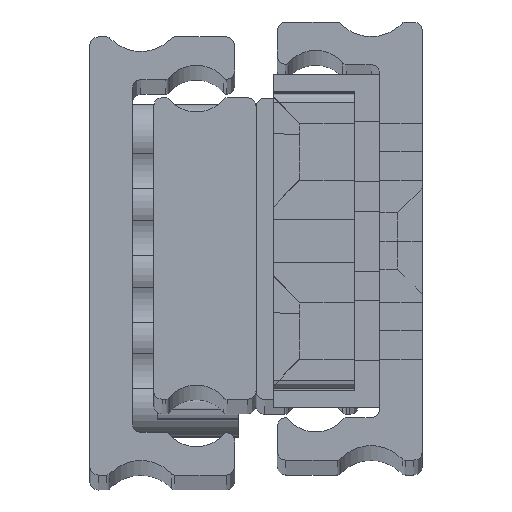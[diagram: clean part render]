
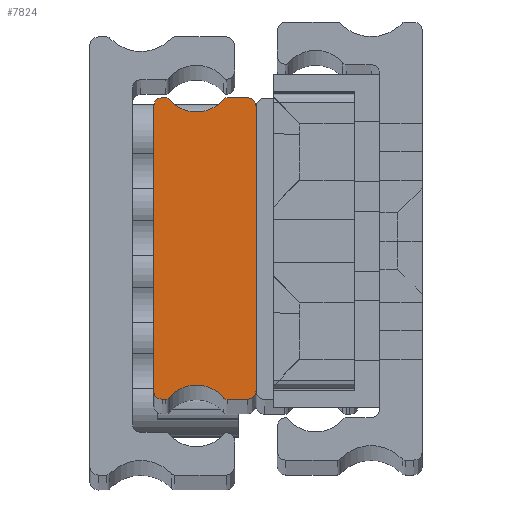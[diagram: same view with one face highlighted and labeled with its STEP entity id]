
A CAD part, top view. The second image highlights one B-rep face of the part: STEP entity #7824.
In plain terms, the highlighted planar face has unit normal (0, 0, 1).
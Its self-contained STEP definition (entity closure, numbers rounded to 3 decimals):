
#3 = DIRECTION ( 'NONE',  ( 1., 0., 0. ) ) ;
#28 = CARTESIAN_POINT ( 'NONE',  ( -1., 17.688, 0. ) ) ;
#39 = VECTOR ( 'NONE', #376, 1000. ) ;
#49 = VERTEX_POINT ( 'NONE', #3596 ) ;
#135 = VERTEX_POINT ( 'NONE', #3000 ) ;
#275 = VERTEX_POINT ( 'NONE', #2004 ) ;
#376 = DIRECTION ( 'NONE',  ( 0., -1., 0. ) ) ;
#425 = CIRCLE ( 'NONE', #2440, 0.5 ) ;
#623 = DIRECTION ( 'NONE',  ( 1., 0., 0. ) ) ;
#631 = ORIENTED_EDGE ( 'NONE', *, *, #3417, .T. ) ;
#640 = ORIENTED_EDGE ( 'NONE', *, *, #2794, .T. ) ;
#673 = DIRECTION ( 'NONE',  ( 1., 0., 0. ) ) ;
#674 = LINE ( 'NONE', #8091, #3074 ) ;
#717 = CARTESIAN_POINT ( 'NONE',  ( -3.397, 17.187, 0. ) ) ;
#723 = ORIENTED_EDGE ( 'NONE', *, *, #743, .T. ) ;
#730 = CARTESIAN_POINT ( 'NONE',  ( 0., 16.687, 0. ) ) ;
#743 = EDGE_CURVE ( 'NONE', #5077, #8860, #858, .T. ) ;
#763 = DIRECTION ( 'NONE',  ( 1., 0., 0. ) ) ;
#815 = EDGE_CURVE ( 'NONE', #5462, #135, #2830, .T. ) ;
#858 = LINE ( 'NONE', #1578, #7716 ) ;
#949 = CARTESIAN_POINT ( 'NONE',  ( -1., -16.687, 0. ) ) ;
#1366 = CARTESIAN_POINT ( 'NONE',  ( 0., -16.687, 0. ) ) ;
#1439 = DIRECTION ( 'NONE',  ( 0., 0., 1. ) ) ;
#1484 = PLANE ( 'NONE',  #5687 ) ;
#1525 = CIRCLE ( 'NONE', #4855, 4.22 ) ;
#1544 = CARTESIAN_POINT ( 'NONE',  ( -3.397, 17.687, 0. ) ) ;
#1573 = CARTESIAN_POINT ( 'NONE',  ( -11., -17.687, 0. ) ) ;
#1578 = CARTESIAN_POINT ( 'NONE',  ( -1., 17.687, 0. ) ) ;
#1685 = ORIENTED_EDGE ( 'NONE', *, *, #4308, .T. ) ;
#1756 = CIRCLE ( 'NONE', #2195, 0.5 ) ;
#1884 = DIRECTION ( 'NONE',  ( 0., 0., 1. ) ) ;
#1931 = DIRECTION ( 'NONE',  ( 1., 0., 0. ) ) ;
#2004 = CARTESIAN_POINT ( 'NONE',  ( -12., -16.688, 0. ) ) ;
#2007 = ORIENTED_EDGE ( 'NONE', *, *, #2422, .T. ) ;
#2060 = CARTESIAN_POINT ( 'NONE',  ( -3.808, -17.473, 0. ) ) ;
#2070 = DIRECTION ( 'NONE',  ( 0., 0., 1. ) ) ;
#2159 = CARTESIAN_POINT ( 'NONE',  ( -7., 20.232, 0. ) ) ;
#2195 = AXIS2_PLACEMENT_3D ( 'NONE', #717, #2070, #673 ) ;
#2213 = DIRECTION ( 'NONE',  ( 1., 0., 0. ) ) ;
#2259 = ORIENTED_EDGE ( 'NONE', *, *, #3662, .T. ) ;
#2297 = DIRECTION ( 'NONE',  ( 1., 0., 0. ) ) ;
#2303 = EDGE_CURVE ( 'NONE', #135, #275, #4622, .T. ) ;
#2379 = CARTESIAN_POINT ( 'NONE',  ( -3.397, -17.187, 0. ) ) ;
#2389 = DIRECTION ( 'NONE',  ( 0., 0., 1. ) ) ;
#2422 = EDGE_CURVE ( 'NONE', #3073, #8129, #7800, .T. ) ;
#2440 = AXIS2_PLACEMENT_3D ( 'NONE', #2379, #3656, #2213 ) ;
#2468 = DIRECTION ( 'NONE',  ( 0., 0., 1. ) ) ;
#2548 = DIRECTION ( 'NONE',  ( -1., 0., 0. ) ) ;
#2598 = DIRECTION ( 'NONE',  ( 0., 0., 1. ) ) ;
#2694 = VERTEX_POINT ( 'NONE', #730 ) ;
#2750 = CARTESIAN_POINT ( 'NONE',  ( -7., -20.232, 0. ) ) ;
#2783 = ORIENTED_EDGE ( 'NONE', *, *, #8766, .T. ) ;
#2794 = EDGE_CURVE ( 'NONE', #8087, #5041, #8215, .T. ) ;
#2830 = CIRCLE ( 'NONE', #8406, 1. ) ;
#3000 = CARTESIAN_POINT ( 'NONE',  ( -12., 16.687, 0. ) ) ;
#3017 = DIRECTION ( 'NONE',  ( 1., 0., 0. ) ) ;
#3073 = VERTEX_POINT ( 'NONE', #6936 ) ;
#3074 = VECTOR ( 'NONE', #623, 1000. ) ;
#3217 = EDGE_CURVE ( 'NONE', #8029, #3073, #425, .T. ) ;
#3380 = DIRECTION ( 'NONE',  ( 1., 0., 0. ) ) ;
#3417 = EDGE_CURVE ( 'NONE', #5041, #5462, #7998, .T. ) ;
#3458 = CARTESIAN_POINT ( 'NONE',  ( -10.603, 17.687, 0. ) ) ;
#3521 = CIRCLE ( 'NONE', #6524, 0.5 ) ;
#3569 = DIRECTION ( 'NONE',  ( -1., 0., 0. ) ) ;
#3596 = CARTESIAN_POINT ( 'NONE',  ( 0., -16.687, 0. ) ) ;
#3617 = VECTOR ( 'NONE', #4485, 1000. ) ;
#3654 = VERTEX_POINT ( 'NONE', #1573 ) ;
#3656 = DIRECTION ( 'NONE',  ( 0., 0., 1. ) ) ;
#3662 = EDGE_CURVE ( 'NONE', #2694, #5077, #6342, .T. ) ;
#3703 = CARTESIAN_POINT ( 'NONE',  ( -7., 20.232, 0. ) ) ;
#3750 = CARTESIAN_POINT ( 'NONE',  ( -10.603, 17.187, 0. ) ) ;
#3757 = AXIS2_PLACEMENT_3D ( 'NONE', #7109, #7186, #2297 ) ;
#3760 = CARTESIAN_POINT ( 'NONE',  ( -3.397, -17.688, 0. ) ) ;
#3963 = CIRCLE ( 'NONE', #5980, 1. ) ;
#3978 = DIRECTION ( 'NONE',  ( 0., 1., 0. ) ) ;
#4164 = ORIENTED_EDGE ( 'NONE', *, *, #4462, .T. ) ;
#4193 = ORIENTED_EDGE ( 'NONE', *, *, #3217, .T. ) ;
#4213 = ORIENTED_EDGE ( 'NONE', *, *, #7666, .T. ) ;
#4249 = ORIENTED_EDGE ( 'NONE', *, *, #6292, .T. ) ;
#4252 = VERTEX_POINT ( 'NONE', #6055 ) ;
#4308 = EDGE_CURVE ( 'NONE', #49, #2694, #5887, .T. ) ;
#4383 = CARTESIAN_POINT ( 'NONE',  ( -11., 16.687, 0. ) ) ;
#4462 = EDGE_CURVE ( 'NONE', #8860, #4252, #1756, .T. ) ;
#4485 = DIRECTION ( 'NONE',  ( 1., 0., 0. ) ) ;
#4600 = CARTESIAN_POINT ( 'NONE',  ( -10.603, 17.688, 0. ) ) ;
#4622 = LINE ( 'NONE', #7887, #39 ) ;
#4827 = AXIS2_PLACEMENT_3D ( 'NONE', #2159, #4965, #763 ) ;
#4855 = AXIS2_PLACEMENT_3D ( 'NONE', #2750, #8773, #3 ) ;
#4965 = DIRECTION ( 'NONE',  ( 0., 0., -1. ) ) ;
#5041 = VERTEX_POINT ( 'NONE', #3458 ) ;
#5077 = VERTEX_POINT ( 'NONE', #28 ) ;
#5418 = CARTESIAN_POINT ( 'NONE',  ( -10.192, -17.473, 0. ) ) ;
#5462 = VERTEX_POINT ( 'NONE', #6202 ) ;
#5497 = CARTESIAN_POINT ( 'NONE',  ( -11., -16.688, 0. ) ) ;
#5544 = FACE_OUTER_BOUND ( 'NONE', #7226, .T. ) ;
#5687 = AXIS2_PLACEMENT_3D ( 'NONE', #3703, #1439, #8460 ) ;
#5700 = DIRECTION ( 'NONE',  ( 1., 0., 0. ) ) ;
#5887 = LINE ( 'NONE', #1366, #6636 ) ;
#5980 = AXIS2_PLACEMENT_3D ( 'NONE', #949, #2468, #3017 ) ;
#5986 = CARTESIAN_POINT ( 'NONE',  ( -10.192, 17.473, 0. ) ) ;
#6055 = CARTESIAN_POINT ( 'NONE',  ( -3.808, 17.473, 0. ) ) ;
#6074 = CARTESIAN_POINT ( 'NONE',  ( -1., -17.688, 0. ) ) ;
#6112 = AXIS2_PLACEMENT_3D ( 'NONE', #5497, #1884, #3380 ) ;
#6202 = CARTESIAN_POINT ( 'NONE',  ( -11., 17.687, 0. ) ) ;
#6251 = ORIENTED_EDGE ( 'NONE', *, *, #7768, .T. ) ;
#6292 = EDGE_CURVE ( 'NONE', #8080, #7073, #3521, .T. ) ;
#6342 = CIRCLE ( 'NONE', #3757, 1. ) ;
#6524 = AXIS2_PLACEMENT_3D ( 'NONE', #7328, #2598, #1931 ) ;
#6534 = ORIENTED_EDGE ( 'NONE', *, *, #2303, .T. ) ;
#6636 = VECTOR ( 'NONE', #3978, 1000. ) ;
#6936 = CARTESIAN_POINT ( 'NONE',  ( -3.397, -17.688, 0. ) ) ;
#7073 = VERTEX_POINT ( 'NONE', #5418 ) ;
#7109 = CARTESIAN_POINT ( 'NONE',  ( -1., 16.687, 0. ) ) ;
#7116 = ORIENTED_EDGE ( 'NONE', *, *, #7344, .T. ) ;
#7117 = DIRECTION ( 'NONE',  ( 0., 0., 1. ) ) ;
#7186 = DIRECTION ( 'NONE',  ( 0., 0., 1. ) ) ;
#7226 = EDGE_LOOP ( 'NONE', ( #6251, #640, #631, #7408, #6534, #4213, #8247, #4249, #2783, #4193, #2007, #7116, #1685, #2259, #723, #4164 ) ) ;
#7328 = CARTESIAN_POINT ( 'NONE',  ( -10.603, -17.187, 0. ) ) ;
#7344 = EDGE_CURVE ( 'NONE', #8129, #49, #3963, .T. ) ;
#7408 = ORIENTED_EDGE ( 'NONE', *, *, #815, .T. ) ;
#7529 = DIRECTION ( 'NONE',  ( 1., 0., 0. ) ) ;
#7598 = EDGE_CURVE ( 'NONE', #3654, #8080, #674, .T. ) ;
#7666 = EDGE_CURVE ( 'NONE', #275, #3654, #8532, .T. ) ;
#7716 = VECTOR ( 'NONE', #3569, 1000. ) ;
#7768 = EDGE_CURVE ( 'NONE', #4252, #8087, #8683, .T. ) ;
#7800 = LINE ( 'NONE', #3760, #3617 ) ;
#7824 = ADVANCED_FACE ( 'NONE', ( #5544 ), #1484, .T. ) ;
#7887 = CARTESIAN_POINT ( 'NONE',  ( -12., 16.687, 0. ) ) ;
#7998 = LINE ( 'NONE', #4600, #8049 ) ;
#8029 = VERTEX_POINT ( 'NONE', #2060 ) ;
#8049 = VECTOR ( 'NONE', #2548, 1000. ) ;
#8079 = CARTESIAN_POINT ( 'NONE',  ( -10.603, -17.687, 0. ) ) ;
#8080 = VERTEX_POINT ( 'NONE', #8079 ) ;
#8087 = VERTEX_POINT ( 'NONE', #5986 ) ;
#8091 = CARTESIAN_POINT ( 'NONE',  ( -11., -17.687, 0. ) ) ;
#8129 = VERTEX_POINT ( 'NONE', #6074 ) ;
#8215 = CIRCLE ( 'NONE', #8615, 0.5 ) ;
#8247 = ORIENTED_EDGE ( 'NONE', *, *, #7598, .T. ) ;
#8406 = AXIS2_PLACEMENT_3D ( 'NONE', #4383, #7117, #7529 ) ;
#8460 = DIRECTION ( 'NONE',  ( 1., 0., 0. ) ) ;
#8532 = CIRCLE ( 'NONE', #6112, 1. ) ;
#8615 = AXIS2_PLACEMENT_3D ( 'NONE', #3750, #2389, #5700 ) ;
#8683 = CIRCLE ( 'NONE', #4827, 4.22 ) ;
#8766 = EDGE_CURVE ( 'NONE', #7073, #8029, #1525, .T. ) ;
#8773 = DIRECTION ( 'NONE',  ( 0., 0., -1. ) ) ;
#8860 = VERTEX_POINT ( 'NONE', #1544 ) ;
